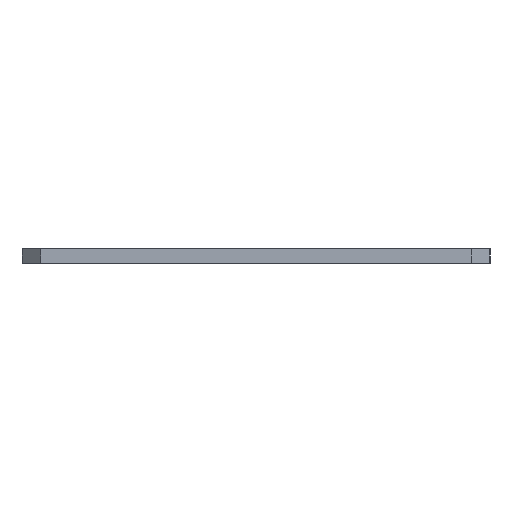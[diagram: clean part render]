
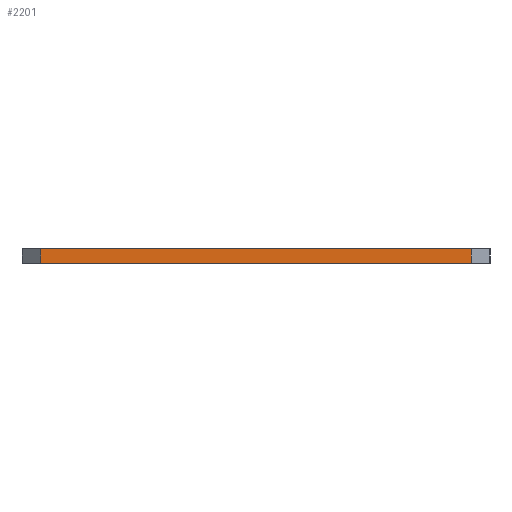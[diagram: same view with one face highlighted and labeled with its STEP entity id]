
A CAD part, left-side view. The second image highlights one B-rep face of the part: STEP entity #2201.
In plain terms, the highlighted planar face has unit normal (-1, 0, 0).
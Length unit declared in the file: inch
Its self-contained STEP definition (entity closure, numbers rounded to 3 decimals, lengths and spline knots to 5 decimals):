
#437=CARTESIAN_POINT('',(-2.75,-1.725,0.12));
#438=VERTEX_POINT('',#437);
#445=CARTESIAN_POINT('',(-2.75,-1.725,0.0));
#446=VERTEX_POINT('',#445);
#447=CARTESIAN_POINT('',(-2.75,-1.725,0.12));
#448=DIRECTION('',(0.0,0.0,-1.0));
#449=VECTOR('',#448,0.12);
#450=LINE('',#447,#449);
#451=EDGE_CURVE('',#438,#446,#450,.T.);
#507=CARTESIAN_POINT('',(-2.75,1.725,0.0));
#508=VERTEX_POINT('',#507);
#509=CARTESIAN_POINT('',(-2.75,-1.725,0.0));
#510=DIRECTION('',(0.0,1.0,0.0));
#511=VECTOR('',#510,3.45);
#512=LINE('',#509,#511);
#513=EDGE_CURVE('',#446,#508,#512,.T.);
#986=CARTESIAN_POINT('',(-2.75,1.725,0.12));
#987=VERTEX_POINT('',#986);
#996=CARTESIAN_POINT('',(-2.75,1.725,0.0));
#997=DIRECTION('',(0.0,0.0,1.0));
#998=VECTOR('',#997,0.12);
#999=LINE('',#996,#998);
#1000=EDGE_CURVE('',#508,#987,#999,.T.);
#2185=CARTESIAN_POINT('',(-2.75,-1.875,0.0));
#2186=DIRECTION('',(-1.0,0.0,0.0));
#2187=DIRECTION('',(0.0,0.0,1.0));
#2188=AXIS2_PLACEMENT_3D('',#2185,#2186,#2187);
#2189=PLANE('',#2188);
#2190=ORIENTED_EDGE('',*,*,#451,.F.);
#2191=CARTESIAN_POINT('',(-2.75,-1.725,0.12));
#2192=DIRECTION('',(0.0,1.0,0.0));
#2193=VECTOR('',#2192,3.45);
#2194=LINE('',#2191,#2193);
#2195=EDGE_CURVE('',#438,#987,#2194,.T.);
#2196=ORIENTED_EDGE('',*,*,#2195,.T.);
#2197=ORIENTED_EDGE('',*,*,#1000,.F.);
#2198=ORIENTED_EDGE('',*,*,#513,.F.);
#2199=EDGE_LOOP('',(#2190,#2196,#2197,#2198));
#2200=FACE_OUTER_BOUND('',#2199,.T.);
#2201=ADVANCED_FACE('',(#2200),#2189,.T.);
